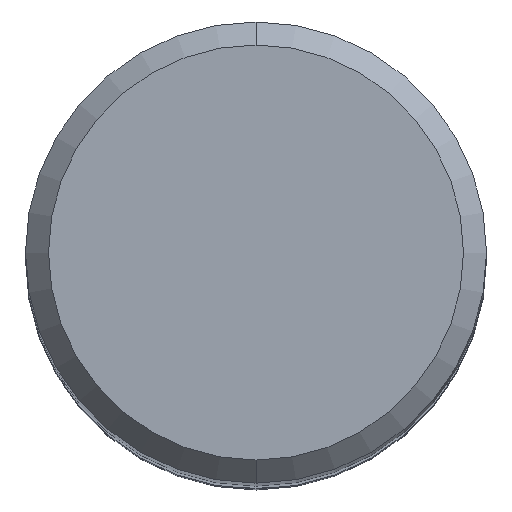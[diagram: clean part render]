
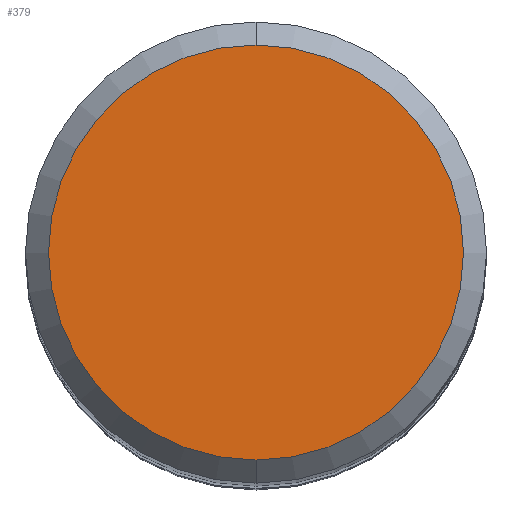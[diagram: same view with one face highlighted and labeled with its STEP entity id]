
A CAD part, top view. The second image highlights one B-rep face of the part: STEP entity #379.
In plain terms, the highlighted planar face has unit normal (0, 0, 1).
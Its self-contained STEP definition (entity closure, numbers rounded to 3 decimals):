
#301=VERTEX_POINT('',#646);
#323=EDGE_CURVE('',#455,#301,#669,.T.);
#329=EDGE_CURVE('',#301,#455,#675,.T.);
#379=ADVANCED_FACE('',(#730),#731,.T.);
#455=VERTEX_POINT('',#813);
#646=CARTESIAN_POINT('',(0.0,7.2,0.));
#669=CIRCLE('',#1216,7.2);
#675=CIRCLE('',#1226,7.2);
#730=FACE_OUTER_BOUND('',#1309,.T.);
#731=PLANE('',#1310);
#813=CARTESIAN_POINT('',(0.,-7.2,0.));
#1216=AXIS2_PLACEMENT_3D('',#1771,#1772,#1773);
#1226=AXIS2_PLACEMENT_3D('',#1778,#1779,#1780);
#1309=EDGE_LOOP('',(#1841,#1842));
#1310=AXIS2_PLACEMENT_3D('',#1843,#1844,#1845);
#1771=CARTESIAN_POINT('',(0.0,0.0,0.));
#1772=DIRECTION('',(0.0,0.0,-1.0));
#1773=DIRECTION('',(0.0,1.0,0.0));
#1778=CARTESIAN_POINT('',(0.0,0.0,0.));
#1779=DIRECTION('',(0.0,0.0,-1.0));
#1780=DIRECTION('',(0.0,1.0,0.0));
#1841=ORIENTED_EDGE('',*,*,#329,.F.);
#1842=ORIENTED_EDGE('',*,*,#323,.F.);
#1843=CARTESIAN_POINT('',(0.0,3.6,0.));
#1844=DIRECTION('',(-0.0,0.0,1.0));
#1845=DIRECTION('',(0.0,-1.0,0.0));
